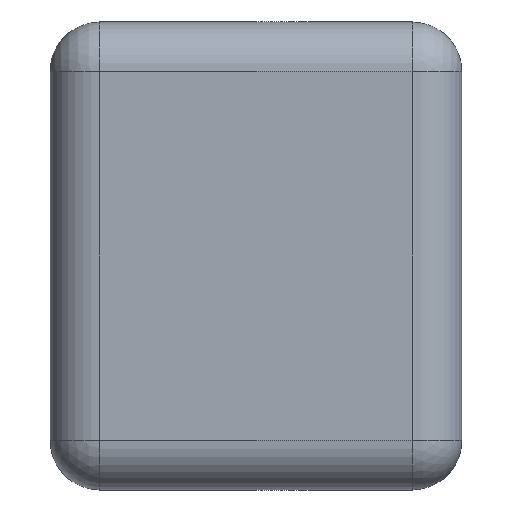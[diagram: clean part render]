
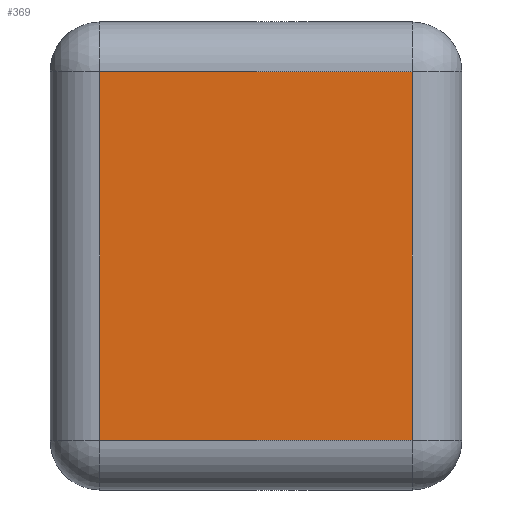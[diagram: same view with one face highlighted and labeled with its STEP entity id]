
A CAD part, left-side view. The second image highlights one B-rep face of the part: STEP entity #369.
In plain terms, the highlighted planar face has unit normal (-1, 0, 0).
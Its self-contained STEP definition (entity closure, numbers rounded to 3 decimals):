
#2 = LINE ( 'NONE', #894, #422 ) ;
#22 = VERTEX_POINT ( 'NONE', #788 ) ;
#52 = VERTEX_POINT ( 'NONE', #685 ) ;
#108 = EDGE_CURVE ( 'NONE', #52, #273, #246, .T. ) ;
#213 = CARTESIAN_POINT ( 'NONE',  ( -1., 1.1, -0.492 ) ) ;
#246 = LINE ( 'NONE', #213, #1066 ) ;
#253 = DIRECTION ( 'NONE',  ( 0., 0., -1. ) ) ;
#273 = VERTEX_POINT ( 'NONE', #1145 ) ;
#311 = ORIENTED_EDGE ( 'NONE', *, *, #1043, .T. ) ;
#369 = ADVANCED_FACE ( 'NONE', ( #392 ), #664, .F. ) ;
#375 = CARTESIAN_POINT ( 'NONE',  ( -1., 1.1, -0.625 ) ) ;
#392 = FACE_OUTER_BOUND ( 'NONE', #398, .T. ) ;
#398 = EDGE_LOOP ( 'NONE', ( #800, #1072, #912, #311 ) ) ;
#405 = DIRECTION ( 'NONE',  ( 0., -1., 0. ) ) ;
#422 = VECTOR ( 'NONE', #1081, 1000. ) ;
#477 = EDGE_CURVE ( 'NONE', #273, #772, #2, .T. ) ;
#567 = DIRECTION ( 'NONE',  ( 0., 0., -1. ) ) ;
#614 = CARTESIAN_POINT ( 'NONE',  ( -1., 1.1, 0.492 ) ) ;
#627 = LINE ( 'NONE', #1246, #745 ) ;
#664 = PLANE ( 'NONE',  #1151 ) ;
#685 = CARTESIAN_POINT ( 'NONE',  ( -1., 0.967, -0.492 ) ) ;
#745 = VECTOR ( 'NONE', #253, 1000. ) ;
#772 = VERTEX_POINT ( 'NONE', #840 ) ;
#788 = CARTESIAN_POINT ( 'NONE',  ( -1., 0.967, 0.492 ) ) ;
#800 = ORIENTED_EDGE ( 'NONE', *, *, #910, .T. ) ;
#840 = CARTESIAN_POINT ( 'NONE',  ( -1., 0.133, 0.492 ) ) ;
#871 = VECTOR ( 'NONE', #1008, 1000. ) ;
#894 = CARTESIAN_POINT ( 'NONE',  ( -1., 0.133, -0.625 ) ) ;
#910 = EDGE_CURVE ( 'NONE', #22, #52, #627, .T. ) ;
#912 = ORIENTED_EDGE ( 'NONE', *, *, #477, .T. ) ;
#914 = LINE ( 'NONE', #614, #871 ) ;
#1008 = DIRECTION ( 'NONE',  ( 0., 1., 0. ) ) ;
#1043 = EDGE_CURVE ( 'NONE', #772, #22, #914, .T. ) ;
#1066 = VECTOR ( 'NONE', #405, 1000. ) ;
#1072 = ORIENTED_EDGE ( 'NONE', *, *, #108, .T. ) ;
#1081 = DIRECTION ( 'NONE',  ( 0., 0., 1. ) ) ;
#1145 = CARTESIAN_POINT ( 'NONE',  ( -1., 0.133, -0.492 ) ) ;
#1151 = AXIS2_PLACEMENT_3D ( 'NONE', #375, #1259, #567 ) ;
#1246 = CARTESIAN_POINT ( 'NONE',  ( -1., 0.967, -0.625 ) ) ;
#1259 = DIRECTION ( 'NONE',  ( 1., 0., 0. ) ) ;
